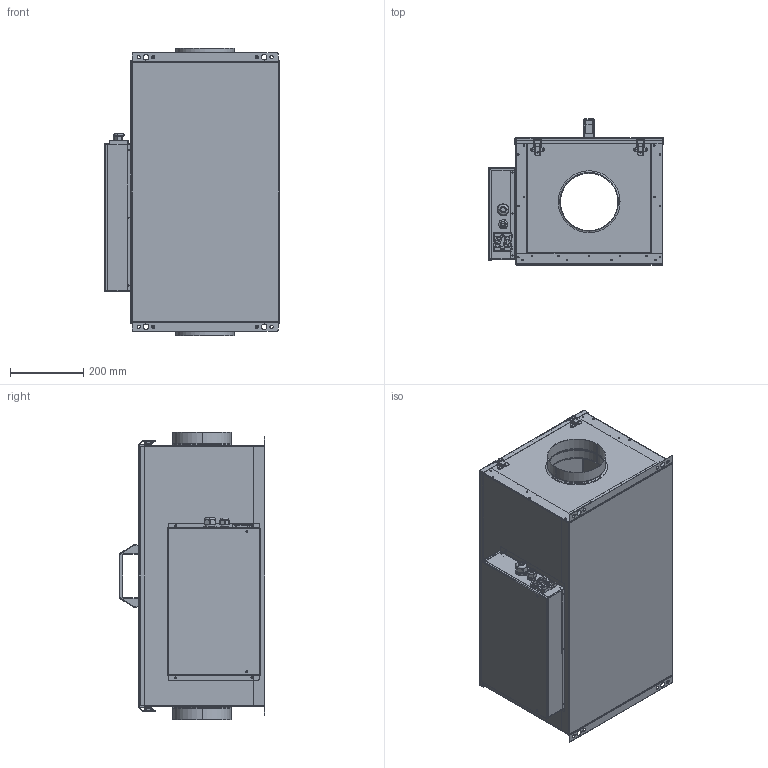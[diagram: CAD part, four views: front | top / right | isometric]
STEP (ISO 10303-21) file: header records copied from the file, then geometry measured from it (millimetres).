
FILE_DESCRIPTION (( 'STEP AP203' ), '1' );
FILE_NAME ('137765-00_FFHNW160.STEP', '2017-01-24T10:30:38', ( '' ), ( '' ), 'SwSTEP 2.0', 'SolidWorks 2012', '' );
FILE_SCHEMA (( 'CONFIG_CONTROL_DESIGN' ));
Products named in the file (1): 137765-00_FFHNW160
Bounding box: 477.6 x 398 x 786 mm (x, y, z)
Surface area: 3507933.6 mm2 (no closed solid volume)
Topology: 0 solids, 104 shells, 937 faces, 3222 edges, 2311 vertices
Faces by surface type: cylinder 505, plane 286, bspline 95, torus 36, cone 15
Entity records: 37482 total; most frequent: CARTESIAN_POINT 9242, DIRECTION 6320, ORIENTED_EDGE 4869, EDGE_CURVE 3222, AXIS2_PLACEMENT_3D 2419, VERTEX_POINT 2311, CIRCLE 1576, VECTOR 1482
